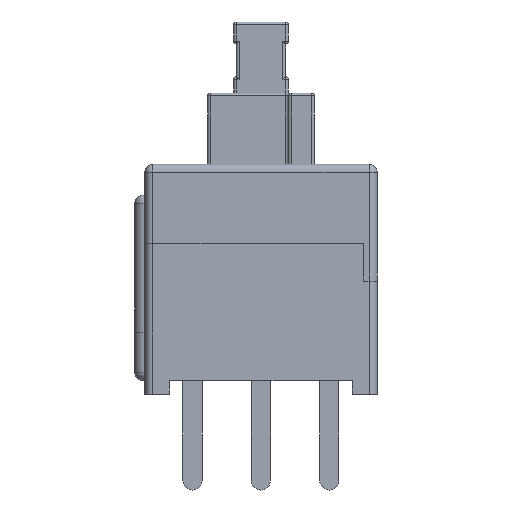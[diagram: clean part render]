
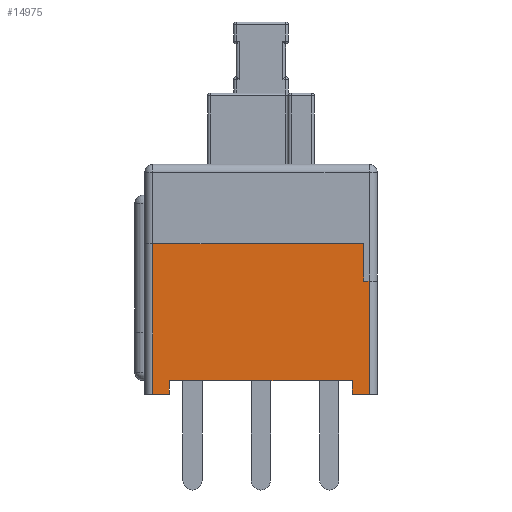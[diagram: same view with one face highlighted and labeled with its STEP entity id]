
A CAD part, front view. The second image highlights one B-rep face of the part: STEP entity #14975.
In plain terms, the highlighted planar face has unit normal (0, -1, 0).
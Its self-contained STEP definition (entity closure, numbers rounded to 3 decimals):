
#77 = LINE ( 'NONE', #10359, #7156 ) ;
#323 = EDGE_CURVE ( 'NONE', #4027, #4010, #7925, .T. ) ;
#472 = VERTEX_POINT ( 'NONE', #515 ) ;
#515 = CARTESIAN_POINT ( 'NONE',  ( 3.95, -4.25, 0. ) ) ;
#569 = VECTOR ( 'NONE', #15365, 1000. ) ;
#1144 = VECTOR ( 'NONE', #19437, 1000. ) ;
#1343 = CARTESIAN_POINT ( 'NONE',  ( 3.342, -4.25, 0.5 ) ) ;
#1414 = ORIENTED_EDGE ( 'NONE', *, *, #6119, .T. ) ;
#1543 = EDGE_CURVE ( 'NONE', #15237, #4474, #9419, .T. ) ;
#1791 = LINE ( 'NONE', #12076, #8952 ) ;
#1841 = CARTESIAN_POINT ( 'NONE',  ( 3.95, -4.25, 5.5 ) ) ;
#2288 = EDGE_CURVE ( 'NONE', #18029, #10430, #14287, .T. ) ;
#2484 = VERTEX_POINT ( 'NONE', #9009 ) ;
#2577 = FACE_OUTER_BOUND ( 'NONE', #14306, .T. ) ;
#2769 = DIRECTION ( 'NONE',  ( 0., 0., 1. ) ) ;
#2832 = CARTESIAN_POINT ( 'NONE',  ( 3.75, -4.25, 4.135 ) ) ;
#2955 = LINE ( 'NONE', #13523, #7982 ) ;
#3246 = VECTOR ( 'NONE', #2769, 1000. ) ;
#3499 = CARTESIAN_POINT ( 'NONE',  ( -3.342, -4.25, 0.5 ) ) ;
#3892 = EDGE_CURVE ( 'NONE', #4027, #15237, #2955, .T. ) ;
#4010 = VERTEX_POINT ( 'NONE', #11711 ) ;
#4027 = VERTEX_POINT ( 'NONE', #13003 ) ;
#4176 = ORIENTED_EDGE ( 'NONE', *, *, #3892, .F. ) ;
#4235 = ORIENTED_EDGE ( 'NONE', *, *, #14417, .T. ) ;
#4293 = EDGE_CURVE ( 'NONE', #6754, #18029, #12882, .T. ) ;
#4474 = VERTEX_POINT ( 'NONE', #16108 ) ;
#4775 = VERTEX_POINT ( 'NONE', #8759 ) ;
#4780 = CARTESIAN_POINT ( 'NONE',  ( -3.342, -4.25, 0.5 ) ) ;
#4987 = LINE ( 'NONE', #9222, #569 ) ;
#5362 = ORIENTED_EDGE ( 'NONE', *, *, #11899, .T. ) ;
#5747 = DIRECTION ( 'NONE',  ( 0., 1., 0. ) ) ;
#5827 = VECTOR ( 'NONE', #6368, 1000. ) ;
#5981 = CARTESIAN_POINT ( 'NONE',  ( 3.75, -4.25, 5.5 ) ) ;
#6119 = EDGE_CURVE ( 'NONE', #2484, #4474, #13421, .T. ) ;
#6316 = DIRECTION ( 'NONE',  ( -1., 0., 0. ) ) ;
#6368 = DIRECTION ( 'NONE',  ( 0., 0., -1. ) ) ;
#6754 = VERTEX_POINT ( 'NONE', #12728 ) ;
#6770 = CARTESIAN_POINT ( 'NONE',  ( 3.75, -4.25, 0. ) ) ;
#6876 = CARTESIAN_POINT ( 'NONE',  ( -4.25, -4.25, 5.5 ) ) ;
#7035 = CARTESIAN_POINT ( 'NONE',  ( -4.25, -4.25, 5.5 ) ) ;
#7156 = VECTOR ( 'NONE', #14924, 1000. ) ;
#7462 = ORIENTED_EDGE ( 'NONE', *, *, #323, .T. ) ;
#7925 = LINE ( 'NONE', #1343, #9251 ) ;
#7982 = VECTOR ( 'NONE', #6316, 1000. ) ;
#8001 = EDGE_CURVE ( 'NONE', #472, #4775, #12043, .T. ) ;
#8111 = ORIENTED_EDGE ( 'NONE', *, *, #2288, .F. ) ;
#8586 = EDGE_CURVE ( 'NONE', #10430, #4775, #1791, .T. ) ;
#8759 = CARTESIAN_POINT ( 'NONE',  ( 3.95, -4.25, 4.135 ) ) ;
#8952 = VECTOR ( 'NONE', #16727, 1000. ) ;
#9009 = CARTESIAN_POINT ( 'NONE',  ( -3.95, -4.25, 0. ) ) ;
#9222 = CARTESIAN_POINT ( 'NONE',  ( -4.25, -4.25, 0. ) ) ;
#9251 = VECTOR ( 'NONE', #13979, 1000. ) ;
#9419 = LINE ( 'NONE', #4780, #5827 ) ;
#10016 = ORIENTED_EDGE ( 'NONE', *, *, #8001, .T. ) ;
#10311 = ORIENTED_EDGE ( 'NONE', *, *, #8586, .F. ) ;
#10359 = CARTESIAN_POINT ( 'NONE',  ( -3.95, -4.25, 5.5 ) ) ;
#10430 = VERTEX_POINT ( 'NONE', #2832 ) ;
#11592 = DIRECTION ( 'NONE',  ( 1., 0., 0. ) ) ;
#11711 = CARTESIAN_POINT ( 'NONE',  ( 3.342, -4.25, 0. ) ) ;
#11899 = EDGE_CURVE ( 'NONE', #6754, #2484, #77, .T. ) ;
#12043 = LINE ( 'NONE', #1841, #3246 ) ;
#12076 = CARTESIAN_POINT ( 'NONE',  ( 3.75, -4.25, 4.135 ) ) ;
#12222 = CARTESIAN_POINT ( 'NONE',  ( -4.25, -4.25, 0. ) ) ;
#12728 = CARTESIAN_POINT ( 'NONE',  ( -3.95, -4.25, 5.5 ) ) ;
#12770 = DIRECTION ( 'NONE',  ( 0., 0., -1. ) ) ;
#12882 = LINE ( 'NONE', #6876, #15919 ) ;
#13003 = CARTESIAN_POINT ( 'NONE',  ( 3.342, -4.25, 0.5 ) ) ;
#13421 = LINE ( 'NONE', #12222, #1144 ) ;
#13523 = CARTESIAN_POINT ( 'NONE',  ( 3.342, -4.25, 0.5 ) ) ;
#13979 = DIRECTION ( 'NONE',  ( 0., 0., -1. ) ) ;
#14287 = LINE ( 'NONE', #6770, #15328 ) ;
#14306 = EDGE_LOOP ( 'NONE', ( #17003, #5362, #1414, #15172, #4176, #7462, #4235, #10016, #10311, #8111 ) ) ;
#14417 = EDGE_CURVE ( 'NONE', #4010, #472, #4987, .T. ) ;
#14924 = DIRECTION ( 'NONE',  ( 0., 0., -1. ) ) ;
#14975 = ADVANCED_FACE ( 'NONE', ( #2577 ), #16121, .F. ) ;
#15172 = ORIENTED_EDGE ( 'NONE', *, *, #1543, .F. ) ;
#15237 = VERTEX_POINT ( 'NONE', #3499 ) ;
#15328 = VECTOR ( 'NONE', #12770, 1000. ) ;
#15365 = DIRECTION ( 'NONE',  ( 1., 0., 0. ) ) ;
#15919 = VECTOR ( 'NONE', #11592, 1000. ) ;
#16108 = CARTESIAN_POINT ( 'NONE',  ( -3.342, -4.25, 0. ) ) ;
#16121 = PLANE ( 'NONE',  #17315 ) ;
#16727 = DIRECTION ( 'NONE',  ( 1., 0., 0. ) ) ;
#17003 = ORIENTED_EDGE ( 'NONE', *, *, #4293, .F. ) ;
#17315 = AXIS2_PLACEMENT_3D ( 'NONE', #7035, #5747, #17587 ) ;
#17587 = DIRECTION ( 'NONE',  ( 0., 0., 1. ) ) ;
#18029 = VERTEX_POINT ( 'NONE', #5981 ) ;
#19437 = DIRECTION ( 'NONE',  ( 1., 0., 0. ) ) ;
